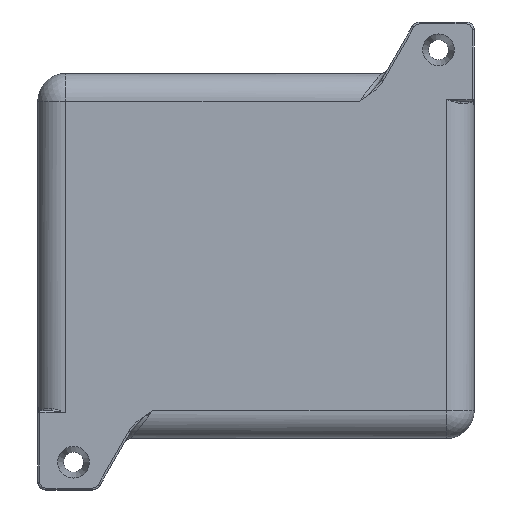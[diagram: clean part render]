
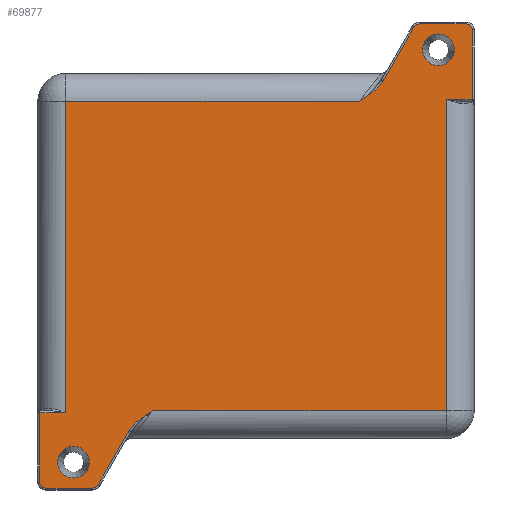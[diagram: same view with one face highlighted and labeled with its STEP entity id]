
A CAD part, front view. The second image highlights one B-rep face of the part: STEP entity #69877.
In plain terms, the highlighted planar face has unit normal (0, -1, 0).
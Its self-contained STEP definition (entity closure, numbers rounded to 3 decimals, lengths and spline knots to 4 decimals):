
#84=B_SPLINE_CURVE_WITH_KNOTS('',3,(#91029,#91030,#91031,#91032,#91033,
#91034,#91035,#91036),.UNSPECIFIED.,.F.,.F.,(4,2,1,1,4),(-0.002,
0.,0.4943,0.7414,1.2357),.UNSPECIFIED.);
#108=B_SPLINE_CURVE_WITH_KNOTS('',3,(#92060,#92061,#92062,#92063,#92064,
#92065,#92066,#92067),.UNSPECIFIED.,.F.,.F.,(4,2,1,1,4),(-0.002,
0.,0.4943,0.7414,1.2357),.UNSPECIFIED.);
#3870=LINE('',#90959,#11606);
#3874=LINE('',#90972,#11610);
#3876=LINE('',#91042,#11612);
#3878=LINE('',#91078,#11614);
#3879=LINE('',#91110,#11615);
#3909=LINE('',#91997,#11645);
#3913=LINE('',#92010,#11649);
#3916=LINE('',#92071,#11652);
#3917=LINE('',#92103,#11653);
#3918=LINE('',#92133,#11654);
#3920=LINE('',#92136,#11656);
#3921=LINE('',#92137,#11657);
#11606=VECTOR('',#76982,0.3937);
#11610=VECTOR('',#76994,0.3937);
#11612=VECTOR('',#77008,0.3937);
#11614=VECTOR('',#77020,0.3937);
#11615=VECTOR('',#77029,0.3937);
#11645=VECTOR('',#77197,0.3937);
#11649=VECTOR('',#77209,0.3937);
#11652=VECTOR('',#77226,0.3937);
#11653=VECTOR('',#77235,0.3937);
#11654=VECTOR('',#77242,0.3937);
#11656=VECTOR('',#77246,0.3937);
#11657=VECTOR('',#77247,0.3937);
#19345=PLANE('',#73972);
#21841=FACE_BOUND('',#26339,.T.);
#21842=FACE_BOUND('',#26340,.T.);
#22211=ELLIPSE('',#73878,0.0938,0.0938);
#22213=ELLIPSE('',#73883,0.0938,0.0938);
#22238=ELLIPSE('',#73966,0.0938,0.0938);
#22239=ELLIPSE('',#73970,0.0938,0.0938);
#22371=FACE_OUTER_BOUND('',#26338,.T.);
#26338=EDGE_LOOP('',(#48773,#48774,#48775,#48776,#48777,#48778,#48779,#48780,
#48781,#48782,#48783,#48784,#48785,#48786,#48787,#48788,#48789,#48790));
#26339=EDGE_LOOP('',(#48791));
#26340=EDGE_LOOP('',(#48792));
#30624=CIRCLE('',#73973,0.25);
#30625=CIRCLE('',#73974,0.25);
#30883=VERTEX_POINT('',#90830);
#30888=VERTEX_POINT('',#90958);
#30893=VERTEX_POINT('',#90970);
#30895=VERTEX_POINT('',#91017);
#30897=VERTEX_POINT('',#91020);
#30898=VERTEX_POINT('',#91038);
#30900=VERTEX_POINT('',#91068);
#30902=VERTEX_POINT('',#91074);
#30904=VERTEX_POINT('',#91104);
#30958=VERTEX_POINT('',#91788);
#30964=VERTEX_POINT('',#91868);
#30969=VERTEX_POINT('',#91996);
#30974=VERTEX_POINT('',#92008);
#30976=VERTEX_POINT('',#92058);
#30977=VERTEX_POINT('',#92069);
#30978=VERTEX_POINT('',#92097);
#30979=VERTEX_POINT('',#92101);
#30980=VERTEX_POINT('',#92129);
#30981=VERTEX_POINT('',#92138);
#30982=VERTEX_POINT('',#92140);
#37910=EDGE_CURVE('',#30883,#30888,#3870,.T.);
#37917=EDGE_CURVE('',#30893,#30883,#3874,.T.);
#37922=EDGE_CURVE('',#30897,#30895,#84,.T.);
#37925=EDGE_CURVE('',#30895,#30898,#3876,.T.);
#37928=EDGE_CURVE('',#30898,#30900,#22211,.T.);
#37931=EDGE_CURVE('',#30900,#30902,#3878,.T.);
#37934=EDGE_CURVE('',#30902,#30904,#22213,.T.);
#37935=EDGE_CURVE('',#30904,#30893,#3879,.T.);
#38038=EDGE_CURVE('',#30964,#30969,#3909,.T.);
#38045=EDGE_CURVE('',#30974,#30964,#3913,.T.);
#38051=EDGE_CURVE('',#30958,#30976,#108,.T.);
#38053=EDGE_CURVE('',#30976,#30977,#3916,.T.);
#38055=EDGE_CURVE('',#30977,#30978,#22238,.T.);
#38057=EDGE_CURVE('',#30978,#30979,#3917,.T.);
#38059=EDGE_CURVE('',#30979,#30980,#22239,.T.);
#38060=EDGE_CURVE('',#30980,#30974,#3918,.T.);
#38062=EDGE_CURVE('',#30969,#30897,#3920,.T.);
#38063=EDGE_CURVE('',#30888,#30958,#3921,.T.);
#38064=EDGE_CURVE('',#30981,#30981,#30624,.T.);
#38065=EDGE_CURVE('',#30982,#30982,#30625,.T.);
#48773=ORIENTED_EDGE('',*,*,#37922,.F.);
#48774=ORIENTED_EDGE('',*,*,#38062,.F.);
#48775=ORIENTED_EDGE('',*,*,#38038,.F.);
#48776=ORIENTED_EDGE('',*,*,#38045,.F.);
#48777=ORIENTED_EDGE('',*,*,#38060,.F.);
#48778=ORIENTED_EDGE('',*,*,#38059,.F.);
#48779=ORIENTED_EDGE('',*,*,#38057,.F.);
#48780=ORIENTED_EDGE('',*,*,#38055,.F.);
#48781=ORIENTED_EDGE('',*,*,#38053,.F.);
#48782=ORIENTED_EDGE('',*,*,#38051,.F.);
#48783=ORIENTED_EDGE('',*,*,#38063,.F.);
#48784=ORIENTED_EDGE('',*,*,#37910,.F.);
#48785=ORIENTED_EDGE('',*,*,#37917,.F.);
#48786=ORIENTED_EDGE('',*,*,#37935,.F.);
#48787=ORIENTED_EDGE('',*,*,#37934,.F.);
#48788=ORIENTED_EDGE('',*,*,#37931,.F.);
#48789=ORIENTED_EDGE('',*,*,#37928,.F.);
#48790=ORIENTED_EDGE('',*,*,#37925,.F.);
#48791=ORIENTED_EDGE('',*,*,#38064,.T.);
#48792=ORIENTED_EDGE('',*,*,#38065,.T.);
#69877=ADVANCED_FACE('',(#22371,#21841,#21842),#19345,.T.);
#73878=AXIS2_PLACEMENT_3D('',#91072,#77013,#77014);
#73883=AXIS2_PLACEMENT_3D('',#91108,#77025,#77026);
#73966=AXIS2_PLACEMENT_3D('',#92099,#77229,#77230);
#73970=AXIS2_PLACEMENT_3D('',#92131,#77238,#77239);
#73972=AXIS2_PLACEMENT_3D('',#92135,#77244,#77245);
#73973=AXIS2_PLACEMENT_3D('',#92139,#77248,#77249);
#73974=AXIS2_PLACEMENT_3D('',#92141,#77250,#77251);
#76982=DIRECTION('',(0.,0.,-1.));
#76994=DIRECTION('',(-1.,0.,0.));
#77008=DIRECTION('',(0.5,0.,0.866));
#77013=DIRECTION('center_axis',(0.,1.,0.));
#77014=DIRECTION('ref_axis',(-0.5,0.,0.866));
#77020=DIRECTION('',(1.,0.,0.));
#77025=DIRECTION('center_axis',(0.,1.,0.));
#77026=DIRECTION('ref_axis',(0.707,0.,0.707));
#77029=DIRECTION('',(0.,0.,-1.));
#77197=DIRECTION('',(0.,0.,1.));
#77209=DIRECTION('',(1.,0.,0.));
#77226=DIRECTION('',(-0.5,0.,-0.866));
#77229=DIRECTION('center_axis',(0.,1.,0.));
#77230=DIRECTION('ref_axis',(0.5,0.,-0.866));
#77235=DIRECTION('',(-1.,0.,0.));
#77238=DIRECTION('center_axis',(0.,1.,0.));
#77239=DIRECTION('ref_axis',(-0.707,0.,-0.707));
#77242=DIRECTION('',(0.,0.,1.));
#77244=DIRECTION('center_axis',(0.,-1.,0.));
#77245=DIRECTION('ref_axis',(1.,0.,0.));
#77246=DIRECTION('',(1.,0.,0.));
#77247=DIRECTION('',(-1.,0.,0.));
#77248=DIRECTION('center_axis',(0.,1.,0.));
#77249=DIRECTION('ref_axis',(1.,0.,0.));
#77250=DIRECTION('center_axis',(0.,1.,0.));
#77251=DIRECTION('ref_axis',(1.,0.,0.));
#90830=CARTESIAN_POINT('',(3.0009,-2.625,2.4704));
#90958=CARTESIAN_POINT('',(3.0009,-2.625,-2.4384));
#90959=CARTESIAN_POINT('',(3.0009,-2.625,0.));
#90970=CARTESIAN_POINT('',(3.4061,-2.625,2.4704));
#90972=CARTESIAN_POINT('',(0.0629,-2.625,2.4704));
#91017=CARTESIAN_POINT('',(1.9981,-2.625,2.7536));
#91020=CARTESIAN_POINT('',(1.631,-2.625,2.4384));
#91029=CARTESIAN_POINT('Ctrl Pts',(1.631,-2.625,2.4384));
#91030=CARTESIAN_POINT('Ctrl Pts',(1.6312,-2.625,2.4385));
#91031=CARTESIAN_POINT('Ctrl Pts',(1.6314,-2.625,2.4387));
#91032=CARTESIAN_POINT('Ctrl Pts',(1.6861,-2.625,2.474));
#91033=CARTESIAN_POINT('Ctrl Pts',(1.7689,-2.625,2.5269));
#91034=CARTESIAN_POINT('Ctrl Pts',(1.8967,-2.625,2.6257));
#91035=CARTESIAN_POINT('Ctrl Pts',(1.9657,-2.625,2.6974));
#91036=CARTESIAN_POINT('Ctrl Pts',(1.9981,-2.625,2.7536));
#91038=CARTESIAN_POINT('',(2.4922,-2.625,3.6093));
#91042=CARTESIAN_POINT('',(0.6425,-2.625,0.4056));
#91068=CARTESIAN_POINT('',(2.5733,-2.625,3.6561));
#91072=CARTESIAN_POINT('Origin',(2.5734,-2.625,3.5624));
#91074=CARTESIAN_POINT('',(3.3124,-2.625,3.6561));
#91078=CARTESIAN_POINT('',(-0.4059,-2.625,3.6561));
#91104=CARTESIAN_POINT('',(3.4061,-2.625,3.5624));
#91108=CARTESIAN_POINT('Origin',(3.3124,-2.625,3.5624));
#91110=CARTESIAN_POINT('',(3.4061,-2.625,1.8441));
#91788=CARTESIAN_POINT('',(-1.631,-2.625,-2.4384));
#91868=CARTESIAN_POINT('',(-3.0009,-2.625,-2.4704));
#91996=CARTESIAN_POINT('',(-3.0009,-2.625,2.4384));
#91997=CARTESIAN_POINT('',(-3.0009,-2.625,0.));
#92008=CARTESIAN_POINT('',(-3.4061,-2.625,-2.4704));
#92010=CARTESIAN_POINT('',(-3.3754,-2.625,-2.4704));
#92058=CARTESIAN_POINT('',(-1.9981,-2.625,-2.7536));
#92060=CARTESIAN_POINT('Ctrl Pts',(-1.631,-2.625,-2.4384));
#92061=CARTESIAN_POINT('Ctrl Pts',(-1.6312,-2.625,-2.4385));
#92062=CARTESIAN_POINT('Ctrl Pts',(-1.6314,-2.625,-2.4387));
#92063=CARTESIAN_POINT('Ctrl Pts',(-1.6861,-2.625,-2.474));
#92064=CARTESIAN_POINT('Ctrl Pts',(-1.7689,-2.625,
-2.5269));
#92065=CARTESIAN_POINT('Ctrl Pts',(-1.8967,-2.625,-2.6257));
#92066=CARTESIAN_POINT('Ctrl Pts',(-1.9657,-2.625,-2.6974));
#92067=CARTESIAN_POINT('Ctrl Pts',(-1.9981,-2.625,-2.7536));
#92069=CARTESIAN_POINT('',(-2.4922,-2.625,-3.6093));
#92071=CARTESIAN_POINT('',(-1.4706,-2.625,-1.8399));
#92097=CARTESIAN_POINT('',(-2.5733,-2.625,-3.6561));
#92099=CARTESIAN_POINT('Origin',(-2.5734,-2.625,-3.5624));
#92101=CARTESIAN_POINT('',(-3.3124,-2.625,-3.6561));
#92103=CARTESIAN_POINT('',(-2.9066,-2.625,-3.6561));
#92129=CARTESIAN_POINT('',(-3.4061,-2.625,-3.5624));
#92131=CARTESIAN_POINT('Origin',(-3.3124,-2.625,-3.5624));
#92133=CARTESIAN_POINT('',(-3.4061,-2.625,-1.8441));
#92135=CARTESIAN_POINT('Origin',(-3.3125,-2.625,0.));
#92136=CARTESIAN_POINT('',(-1.6563,-2.625,2.4384));
#92137=CARTESIAN_POINT('',(-1.6563,-2.625,-2.4384));
#92138=CARTESIAN_POINT('',(2.625,-2.625,3.25));
#92139=CARTESIAN_POINT('Origin',(2.875,-2.625,3.25));
#92140=CARTESIAN_POINT('',(-3.125,-2.625,-3.25));
#92141=CARTESIAN_POINT('Origin',(-2.875,-2.625,-3.25));
